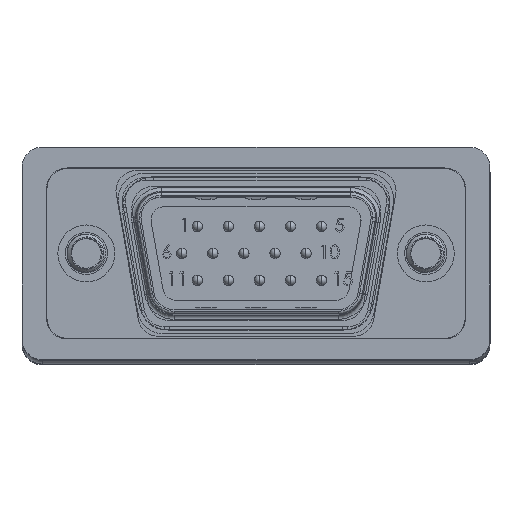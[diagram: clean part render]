
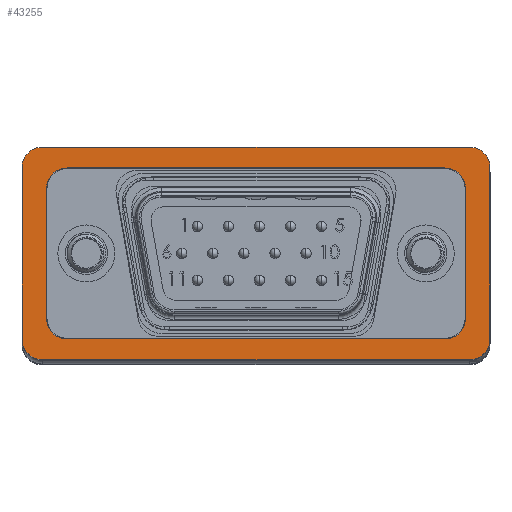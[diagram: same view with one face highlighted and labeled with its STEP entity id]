
A CAD part, top view. The second image highlights one B-rep face of the part: STEP entity #43255.
In plain terms, the highlighted face is planar.
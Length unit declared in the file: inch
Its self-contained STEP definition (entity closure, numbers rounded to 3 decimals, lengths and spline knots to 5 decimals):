
#86 = CARTESIAN_POINT ( 'NONE',  ( -0.5475, 0.248, -0.6975 ) ) ;
#249 = EDGE_CURVE ( 'NONE', #43777, #1229, #46642, .T. ) ;
#1229 = VERTEX_POINT ( 'NONE', #25871 ) ;
#1272 = VERTEX_POINT ( 'NONE', #38960 ) ;
#1849 = CARTESIAN_POINT ( 'NONE',  ( 0.6785, 0.2485, -0.6975 ) ) ;
#2285 = AXIS2_PLACEMENT_3D ( 'NONE', #37057, #19225, #55565 ) ;
#2378 = CARTESIAN_POINT ( 'NONE',  ( -0.6785, -0.2485, -0.6975 ) ) ;
#2388 = LINE ( 'NONE', #44575, #19802 ) ;
#2968 = CARTESIAN_POINT ( 'NONE',  ( 0.5475, 0.248, -0.6975 ) ) ;
#3582 = VERTEX_POINT ( 'NONE', #29823 ) ;
#3989 = ORIENTED_EDGE ( 'NONE', *, *, #18086, .F. ) ;
#4020 = ORIENTED_EDGE ( 'NONE', *, *, #249, .T. ) ;
#5157 = VERTEX_POINT ( 'NONE', #37736 ) ;
#5320 = VERTEX_POINT ( 'NONE', #43023 ) ;
#6776 = VERTEX_POINT ( 'NONE', #19300 ) ;
#6873 = EDGE_CURVE ( 'NONE', #37477, #28124, #17917, .T. ) ;
#7183 = LINE ( 'NONE', #55915, #42802 ) ;
#7271 = DIRECTION ( 'NONE',  ( 0., 0., -1. ) ) ;
#7575 = DIRECTION ( 'NONE',  ( -1., 0., 0. ) ) ;
#7605 = CARTESIAN_POINT ( 'NONE',  ( -0.6185, -0.2485, -0.6975 ) ) ;
#7622 = ORIENTED_EDGE ( 'NONE', *, *, #24118, .F. ) ;
#7787 = DIRECTION ( 'NONE',  ( 1., 0., 0. ) ) ;
#8409 = DIRECTION ( 'NONE',  ( 1., 0., 0. ) ) ;
#8781 = EDGE_CURVE ( 'NONE', #5157, #6776, #35861, .T. ) ;
#8811 = AXIS2_PLACEMENT_3D ( 'NONE', #33983, #7271, #38503 ) ;
#9297 = ORIENTED_EDGE ( 'NONE', *, *, #46086, .T. ) ;
#9554 = FACE_BOUND ( 'NONE', #16434, .T. ) ;
#9999 = VERTEX_POINT ( 'NONE', #2968 ) ;
#10195 = ORIENTED_EDGE ( 'NONE', *, *, #50358, .F. ) ;
#10381 = CARTESIAN_POINT ( 'NONE',  ( 0.6075, 0.188, -0.6975 ) ) ;
#11077 = DIRECTION ( 'NONE',  ( 1., 0., 0. ) ) ;
#11351 = VECTOR ( 'NONE', #7575, 39.37008 ) ;
#11784 = EDGE_CURVE ( 'NONE', #1229, #3582, #44007, .T. ) ;
#11944 = AXIS2_PLACEMENT_3D ( 'NONE', #7605, #51905, #7787 ) ;
#13055 = FACE_OUTER_BOUND ( 'NONE', #52153, .T. ) ;
#13483 = ORIENTED_EDGE ( 'NONE', *, *, #34878, .F. ) ;
#13537 = CARTESIAN_POINT ( 'NONE',  ( -0.5475, 0.188, -0.6975 ) ) ;
#13876 = CARTESIAN_POINT ( 'NONE',  ( -0.6785, 0.2485, -0.6975 ) ) ;
#15253 = CARTESIAN_POINT ( 'NONE',  ( 0.6785, -0.2485, -0.6975 ) ) ;
#15304 = VECTOR ( 'NONE', #32660, 39.37008 ) ;
#15398 = CARTESIAN_POINT ( 'NONE',  ( -0.6785, 0.3085, -0.6975 ) ) ;
#16107 = DIRECTION ( 'NONE',  ( 0., 0., -1. ) ) ;
#16434 = EDGE_LOOP ( 'NONE', ( #7622, #3989, #28598, #13483, #43129, #10195, #20188, #49506 ) ) ;
#16717 = VERTEX_POINT ( 'NONE', #10381 ) ;
#16958 = CARTESIAN_POINT ( 'NONE',  ( 0.5475, 0.188, -0.6975 ) ) ;
#17917 = CIRCLE ( 'NONE', #53095, 0.06 ) ;
#18086 = EDGE_CURVE ( 'NONE', #9999, #16717, #32893, .T. ) ;
#18206 = DIRECTION ( 'NONE',  ( 0., 0., -1. ) ) ;
#19225 = DIRECTION ( 'NONE',  ( 0., 0., 1. ) ) ;
#19300 = CARTESIAN_POINT ( 'NONE',  ( 0.5475, -0.248, -0.6975 ) ) ;
#19802 = VECTOR ( 'NONE', #26600, 39.37008 ) ;
#20095 = VERTEX_POINT ( 'NONE', #49913 ) ;
#20188 = ORIENTED_EDGE ( 'NONE', *, *, #36829, .F. ) ;
#22006 = DIRECTION ( 'NONE',  ( 0., 1., 0. ) ) ;
#23123 = VECTOR ( 'NONE', #22006, 39.37008 ) ;
#23687 = EDGE_CURVE ( 'NONE', #37477, #5320, #25406, .T. ) ;
#24118 = EDGE_CURVE ( 'NONE', #16717, #5157, #7183, .T. ) ;
#24282 = VECTOR ( 'NONE', #33346, 39.37008 ) ;
#24676 = AXIS2_PLACEMENT_3D ( 'NONE', #16958, #51746, #57226 ) ;
#24707 = VECTOR ( 'NONE', #55887, 39.37008 ) ;
#24918 = DIRECTION ( 'NONE',  ( 1., 0., 0. ) ) ;
#25306 = DIRECTION ( 'NONE',  ( 0., -1., 0. ) ) ;
#25406 = LINE ( 'NONE', #15398, #11351 ) ;
#25871 = CARTESIAN_POINT ( 'NONE',  ( 0.6185, -0.3085, -0.6975 ) ) ;
#26222 = AXIS2_PLACEMENT_3D ( 'NONE', #48206, #16107, #34867 ) ;
#26600 = DIRECTION ( 'NONE',  ( 0., -1., 0. ) ) ;
#28124 = VERTEX_POINT ( 'NONE', #1849 ) ;
#28598 = ORIENTED_EDGE ( 'NONE', *, *, #52345, .F. ) ;
#29539 = DIRECTION ( 'NONE',  ( 0., 0., -1. ) ) ;
#29823 = CARTESIAN_POINT ( 'NONE',  ( -0.6185, -0.3085, -0.6975 ) ) ;
#30002 = EDGE_CURVE ( 'NONE', #42532, #53554, #42175, .T. ) ;
#30749 = LINE ( 'NONE', #57563, #23123 ) ;
#30770 = ORIENTED_EDGE ( 'NONE', *, *, #6873, .T. ) ;
#30888 = VERTEX_POINT ( 'NONE', #86 ) ;
#31289 = VECTOR ( 'NONE', #52189, 39.37008 ) ;
#32660 = DIRECTION ( 'NONE',  ( -1., 0., 0. ) ) ;
#32893 = CIRCLE ( 'NONE', #24676, 0.06 ) ;
#33346 = DIRECTION ( 'NONE',  ( -1., 0., 0. ) ) ;
#33983 = CARTESIAN_POINT ( 'NONE',  ( 0.5475, -0.188, -0.6975 ) ) ;
#34055 = LINE ( 'NONE', #37470, #24282 ) ;
#34867 = DIRECTION ( 'NONE',  ( 1., 0., 0. ) ) ;
#34878 = EDGE_CURVE ( 'NONE', #1272, #30888, #40264, .T. ) ;
#35540 = CIRCLE ( 'NONE', #37678, 0.06 ) ;
#35861 = CIRCLE ( 'NONE', #8811, 0.06 ) ;
#36807 = CIRCLE ( 'NONE', #26222, 0.06 ) ;
#36829 = EDGE_CURVE ( 'NONE', #6776, #20095, #34055, .T. ) ;
#37057 = CARTESIAN_POINT ( 'NONE',  ( -0.6785, 0.3085, -0.6975 ) ) ;
#37470 = CARTESIAN_POINT ( 'NONE',  ( 0.5475, -0.248, -0.6975 ) ) ;
#37477 = VERTEX_POINT ( 'NONE', #45293 ) ;
#37656 = CIRCLE ( 'NONE', #11944, 0.06 ) ;
#37678 = AXIS2_PLACEMENT_3D ( 'NONE', #56516, #29539, #24918 ) ;
#37736 = CARTESIAN_POINT ( 'NONE',  ( 0.6075, -0.188, -0.6975 ) ) ;
#38503 = DIRECTION ( 'NONE',  ( 1., 0., 0. ) ) ;
#38960 = CARTESIAN_POINT ( 'NONE',  ( -0.6075, 0.188, -0.6975 ) ) ;
#40264 = CIRCLE ( 'NONE', #44297, 0.06 ) ;
#40412 = LINE ( 'NONE', #47733, #31289 ) ;
#40523 = DIRECTION ( 'NONE',  ( -1., 0., 0. ) ) ;
#41386 = ORIENTED_EDGE ( 'NONE', *, *, #30002, .F. ) ;
#41637 = ORIENTED_EDGE ( 'NONE', *, *, #11784, .T. ) ;
#42064 = CARTESIAN_POINT ( 'NONE',  ( -0.6785, -0.3085, -0.6975 ) ) ;
#42175 = LINE ( 'NONE', #50836, #24707 ) ;
#42532 = VERTEX_POINT ( 'NONE', #13876 ) ;
#42802 = VECTOR ( 'NONE', #25306, 39.37008 ) ;
#43023 = CARTESIAN_POINT ( 'NONE',  ( -0.6185, 0.3085, -0.6975 ) ) ;
#43129 = ORIENTED_EDGE ( 'NONE', *, *, #49211, .F. ) ;
#43255 = ADVANCED_FACE ( 'NONE', ( #9554, #13055 ), #51090, .F. ) ;
#43777 = VERTEX_POINT ( 'NONE', #15253 ) ;
#44007 = LINE ( 'NONE', #42064, #15304 ) ;
#44297 = AXIS2_PLACEMENT_3D ( 'NONE', #13537, #18206, #40523 ) ;
#44575 = CARTESIAN_POINT ( 'NONE',  ( 0.6785, 0.3085, -0.6975 ) ) ;
#45293 = CARTESIAN_POINT ( 'NONE',  ( 0.6185, 0.3085, -0.6975 ) ) ;
#45367 = ORIENTED_EDGE ( 'NONE', *, *, #23687, .F. ) ;
#46086 = EDGE_CURVE ( 'NONE', #28124, #43777, #2388, .T. ) ;
#46630 = ORIENTED_EDGE ( 'NONE', *, *, #54226, .T. ) ;
#46642 = CIRCLE ( 'NONE', #51752, 0.06 ) ;
#47733 = CARTESIAN_POINT ( 'NONE',  ( 0.5475, 0.248, -0.6975 ) ) ;
#48206 = CARTESIAN_POINT ( 'NONE',  ( -0.6185, 0.2485, -0.6975 ) ) ;
#48681 = DIRECTION ( 'NONE',  ( 0., 0., -1. ) ) ;
#49211 = EDGE_CURVE ( 'NONE', #55451, #1272, #30749, .T. ) ;
#49506 = ORIENTED_EDGE ( 'NONE', *, *, #8781, .F. ) ;
#49913 = CARTESIAN_POINT ( 'NONE',  ( -0.5475, -0.248, -0.6975 ) ) ;
#50358 = EDGE_CURVE ( 'NONE', #20095, #55451, #35540, .T. ) ;
#50836 = CARTESIAN_POINT ( 'NONE',  ( -0.6785, 0.3085, -0.6975 ) ) ;
#51090 = PLANE ( 'NONE',  #2285 ) ;
#51688 = CARTESIAN_POINT ( 'NONE',  ( -0.6075, -0.188, -0.6975 ) ) ;
#51746 = DIRECTION ( 'NONE',  ( 0., 0., -1. ) ) ;
#51752 = AXIS2_PLACEMENT_3D ( 'NONE', #57621, #48681, #8409 ) ;
#51875 = CARTESIAN_POINT ( 'NONE',  ( 0.6185, 0.2485, -0.6975 ) ) ;
#51904 = EDGE_CURVE ( 'NONE', #3582, #53554, #37656, .T. ) ;
#51905 = DIRECTION ( 'NONE',  ( 0., 0., -1. ) ) ;
#52153 = EDGE_LOOP ( 'NONE', ( #41386, #46630, #45367, #30770, #9297, #4020, #41637, #52804 ) ) ;
#52189 = DIRECTION ( 'NONE',  ( 1., 0., 0. ) ) ;
#52345 = EDGE_CURVE ( 'NONE', #30888, #9999, #40412, .T. ) ;
#52804 = ORIENTED_EDGE ( 'NONE', *, *, #51904, .T. ) ;
#53095 = AXIS2_PLACEMENT_3D ( 'NONE', #51875, #55387, #11077 ) ;
#53554 = VERTEX_POINT ( 'NONE', #2378 ) ;
#54226 = EDGE_CURVE ( 'NONE', #42532, #5320, #36807, .T. ) ;
#55387 = DIRECTION ( 'NONE',  ( 0., 0., -1. ) ) ;
#55451 = VERTEX_POINT ( 'NONE', #51688 ) ;
#55565 = DIRECTION ( 'NONE',  ( 1., 0., 0. ) ) ;
#55887 = DIRECTION ( 'NONE',  ( 0., -1., 0. ) ) ;
#55915 = CARTESIAN_POINT ( 'NONE',  ( 0.6075, 0.188, -0.6975 ) ) ;
#56516 = CARTESIAN_POINT ( 'NONE',  ( -0.5475, -0.188, -0.6975 ) ) ;
#57226 = DIRECTION ( 'NONE',  ( 1., 0., 0. ) ) ;
#57563 = CARTESIAN_POINT ( 'NONE',  ( -0.6075, 0.188, -0.6975 ) ) ;
#57621 = CARTESIAN_POINT ( 'NONE',  ( 0.6185, -0.2485, -0.6975 ) ) ;
